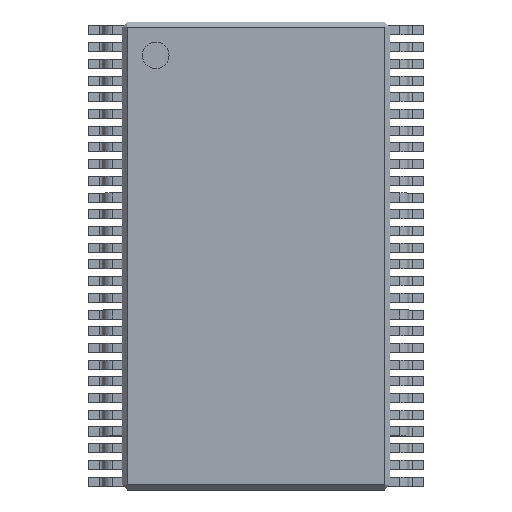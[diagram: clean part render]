
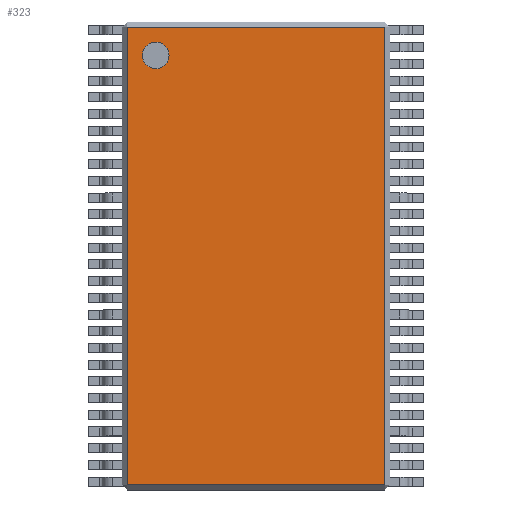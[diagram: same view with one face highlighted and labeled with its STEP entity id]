
A CAD part, top view. The second image highlights one B-rep face of the part: STEP entity #323.
In plain terms, the highlighted planar face has unit normal (0, 0, 1).
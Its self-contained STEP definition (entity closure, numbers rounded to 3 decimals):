
#13=DIRECTION('',(0.,0.,1.));
#14=DIRECTION('',(1.,0.,0.));
#119=VECTOR('',#120,1.);
#120=DIRECTION('',(0.,1.,0.));
#194=VERTEX_POINT('',#195);
#195=CARTESIAN_POINT('',(-3.85,-6.85,1.2));
#202=VERTEX_POINT('',#203);
#203=CARTESIAN_POINT('',(-3.85,6.85,1.2));
#208=ORIENTED_EDGE('',*,*,#209,.F.);
#209=EDGE_CURVE('',#194,#202,#210,.T.);
#210=LINE('',#211,#119);
#211=CARTESIAN_POINT('',(-3.85,-7.,1.2));
#280=VECTOR('',#14,1.);
#323=ADVANCED_FACE('',(#324,#342),#351,.T.);
#324=FACE_BOUND('',#325,.T.);
#325=EDGE_LOOP('',(#208,#326,#332,#338));
#326=ORIENTED_EDGE('',*,*,#327,.T.);
#327=EDGE_CURVE('',#194,#328,#330,.T.);
#328=VERTEX_POINT('',#329);
#329=CARTESIAN_POINT('',(3.85,-6.85,1.2));
#330=LINE('',#331,#280);
#331=CARTESIAN_POINT('',(-4.,-6.85,1.2));
#332=ORIENTED_EDGE('',*,*,#333,.T.);
#333=EDGE_CURVE('',#328,#334,#336,.T.);
#334=VERTEX_POINT('',#335);
#335=CARTESIAN_POINT('',(3.85,6.85,1.2));
#336=LINE('',#337,#119);
#337=CARTESIAN_POINT('',(3.85,-7.,1.2));
#338=ORIENTED_EDGE('',*,*,#339,.F.);
#339=EDGE_CURVE('',#202,#334,#340,.T.);
#340=LINE('',#341,#280);
#341=CARTESIAN_POINT('',(-4.,6.85,1.2));
#342=FACE_BOUND('',#343,.T.);
#343=EDGE_LOOP('',(#344));
#344=ORIENTED_EDGE('',*,*,#345,.F.);
#345=EDGE_CURVE('',#346,#346,#348,.T.);
#346=VERTEX_POINT('',#347);
#347=CARTESIAN_POINT('',(-2.6,6.,1.2));
#348=CIRCLE('',#349,0.4);
#349=AXIS2_PLACEMENT_3D('',#350,#13,#14);
#350=CARTESIAN_POINT('',(-3.,6.,1.2));
#351=PLANE('',#352);
#352=AXIS2_PLACEMENT_3D('',#353,#13,#14);
#353=CARTESIAN_POINT('',(-4.,-7.,1.2));
